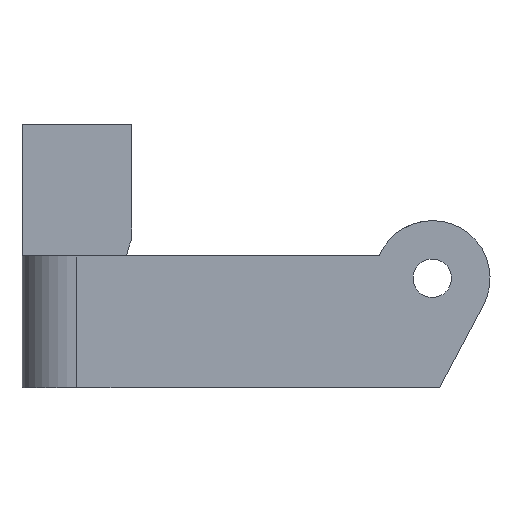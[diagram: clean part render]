
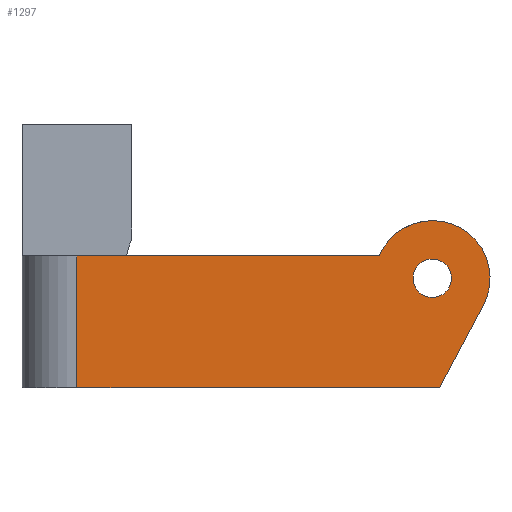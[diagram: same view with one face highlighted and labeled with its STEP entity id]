
A CAD part, left-side view. The second image highlights one B-rep face of the part: STEP entity #1297.
In plain terms, the highlighted planar face has unit normal (-1, 0, 0).
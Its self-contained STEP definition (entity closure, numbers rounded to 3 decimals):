
#1 = EDGE_LOOP ( 'NONE', ( #163, #1061 ) ) ;
#71 = CARTESIAN_POINT ( 'NONE',  ( -26., 11.659, 8.219 ) ) ;
#79 = CARTESIAN_POINT ( 'NONE',  ( -26., 44., 12. ) ) ;
#121 = CARTESIAN_POINT ( 'NONE',  ( -26., 11.659, 11.719 ) ) ;
#136 = ORIENTED_EDGE ( 'NONE', *, *, #871, .T. ) ;
#140 = FACE_BOUND ( 'NONE', #1, .T. ) ;
#146 = CARTESIAN_POINT ( 'NONE',  ( -26., 7.02, 7.511 ) ) ;
#163 = ORIENTED_EDGE ( 'NONE', *, *, #875, .T. ) ;
#173 = FACE_OUTER_BOUND ( 'NONE', #283, .T. ) ;
#283 = EDGE_LOOP ( 'NONE', ( #1260, #866, #1017, #579, #136 ) ) ;
#310 = VECTOR ( 'NONE', #509, 1000. ) ;
#317 = CIRCLE ( 'NONE', #446, 1.75 ) ;
#326 = CIRCLE ( 'NONE', #451, 5.25 ) ;
#336 = CARTESIAN_POINT ( 'NONE',  ( -26., 16.5, 12. ) ) ;
#353 = AXIS2_PLACEMENT_3D ( 'NONE', #1310, #1292, #1288 ) ;
#361 = LINE ( 'NONE', #606, #310 ) ;
#439 = VECTOR ( 'NONE', #808, 1000. ) ;
#446 = AXIS2_PLACEMENT_3D ( 'NONE', #489, #501, #500 ) ;
#451 = AXIS2_PLACEMENT_3D ( 'NONE', #513, #895, #502 ) ;
#459 = LINE ( 'NONE', #849, #439 ) ;
#489 = CARTESIAN_POINT ( 'NONE',  ( -26., 11.659, 9.969 ) ) ;
#500 = DIRECTION ( 'NONE',  ( 0., 0., -1. ) ) ;
#501 = DIRECTION ( 'NONE',  ( 1., 0., 0. ) ) ;
#502 = DIRECTION ( 'NONE',  ( 0., 0., -1. ) ) ;
#509 = DIRECTION ( 'NONE',  ( 0., 0., -1. ) ) ;
#512 = VECTOR ( 'NONE', #947, 1000. ) ;
#513 = CARTESIAN_POINT ( 'NONE',  ( -26., 11.659, 9.969 ) ) ;
#525 = AXIS2_PLACEMENT_3D ( 'NONE', #1091, #1083, #1077 ) ;
#533 = LINE ( 'NONE', #932, #512 ) ;
#579 = ORIENTED_EDGE ( 'NONE', *, *, #804, .T. ) ;
#606 = CARTESIAN_POINT ( 'NONE',  ( -26., 44., 0. ) ) ;
#607 = CARTESIAN_POINT ( 'NONE',  ( -26., 11., 0. ) ) ;
#620 = CIRCLE ( 'NONE', #525, 1.75 ) ;
#644 = LINE ( 'NONE', #1171, #646 ) ;
#646 = VECTOR ( 'NONE', #1150, 1000. ) ;
#699 = EDGE_CURVE ( 'NONE', #1296, #863, #644, .T. ) ;
#724 = EDGE_CURVE ( 'NONE', #1036, #1079, #620, .T. ) ;
#774 = EDGE_CURVE ( 'NONE', #919, #1113, #533, .T. ) ;
#804 = EDGE_CURVE ( 'NONE', #863, #981, #459, .T. ) ;
#808 = DIRECTION ( 'NONE',  ( 0., -0.468, 0.884 ) ) ;
#849 = CARTESIAN_POINT ( 'NONE',  ( -26., 7.02, 7.511 ) ) ;
#863 = VERTEX_POINT ( 'NONE', #607 ) ;
#866 = ORIENTED_EDGE ( 'NONE', *, *, #877, .T. ) ;
#871 = EDGE_CURVE ( 'NONE', #981, #919, #326, .T. ) ;
#875 = EDGE_CURVE ( 'NONE', #1079, #1036, #317, .T. ) ;
#877 = EDGE_CURVE ( 'NONE', #1113, #1296, #361, .T. ) ;
#895 = DIRECTION ( 'NONE',  ( -1., 0., 0. ) ) ;
#919 = VERTEX_POINT ( 'NONE', #336 ) ;
#932 = CARTESIAN_POINT ( 'NONE',  ( -26., 49., 12. ) ) ;
#947 = DIRECTION ( 'NONE',  ( 0., 1., 0. ) ) ;
#981 = VERTEX_POINT ( 'NONE', #146 ) ;
#1017 = ORIENTED_EDGE ( 'NONE', *, *, #699, .T. ) ;
#1036 = VERTEX_POINT ( 'NONE', #121 ) ;
#1061 = ORIENTED_EDGE ( 'NONE', *, *, #724, .T. ) ;
#1077 = DIRECTION ( 'NONE',  ( 0., 0., -1. ) ) ;
#1079 = VERTEX_POINT ( 'NONE', #71 ) ;
#1083 = DIRECTION ( 'NONE',  ( 1., 0., 0. ) ) ;
#1091 = CARTESIAN_POINT ( 'NONE',  ( -26., 11.659, 9.969 ) ) ;
#1113 = VERTEX_POINT ( 'NONE', #79 ) ;
#1150 = DIRECTION ( 'NONE',  ( 0., -1., 0. ) ) ;
#1171 = CARTESIAN_POINT ( 'NONE',  ( -26., 11., 0. ) ) ;
#1260 = ORIENTED_EDGE ( 'NONE', *, *, #774, .T. ) ;
#1288 = DIRECTION ( 'NONE',  ( 0., 0., -1. ) ) ;
#1292 = DIRECTION ( 'NONE',  ( 1., 0., 0. ) ) ;
#1296 = VERTEX_POINT ( 'NONE', #1307 ) ;
#1297 = ADVANCED_FACE ( 'NONE', ( #140, #173 ), #1302, .F. ) ;
#1302 = PLANE ( 'NONE',  #353 ) ;
#1307 = CARTESIAN_POINT ( 'NONE',  ( -26., 44., 0. ) ) ;
#1310 = CARTESIAN_POINT ( 'NONE',  ( -26., 11.659, 9.969 ) ) ;
